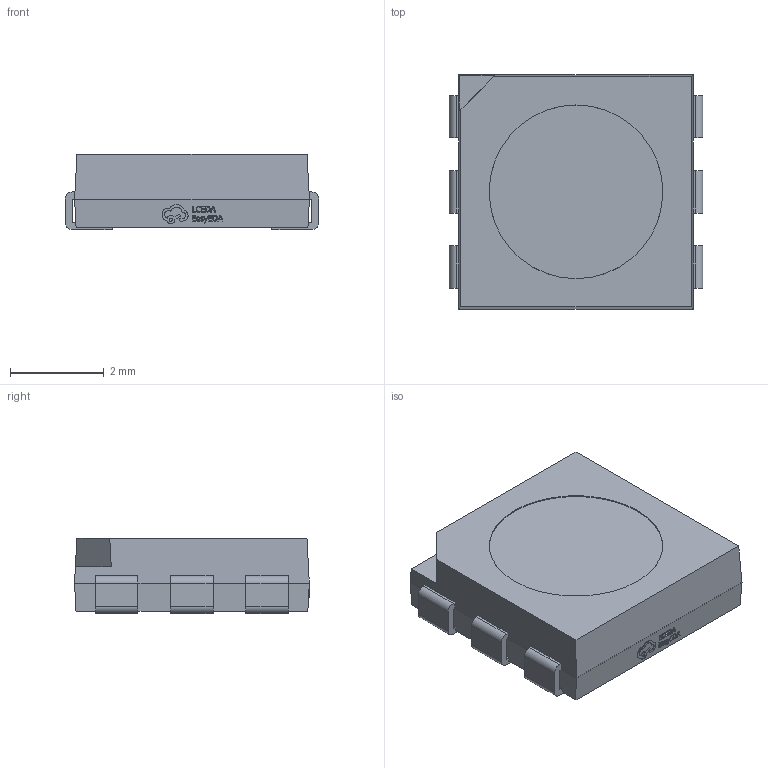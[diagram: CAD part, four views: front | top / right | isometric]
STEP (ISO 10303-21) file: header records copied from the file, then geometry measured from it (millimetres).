
FILE_DESCRIPTION (( 'STEP AP203' ), '1' );
FILE_NAME ('5050LED.STEP', '2023-07-20T13:09:30', ( '' ), ( '' ), 'SwSTEP 2.0', 'SolidWorks 2021', '' );
FILE_SCHEMA (( 'CONFIG_CONTROL_DESIGN' ));
Length unit declared in the file: millimetre
Products named in the file (5): LED-ARRAY-SMD_6P-L5.0-W5.0-TL-RD_XL-5050RGBC-MS.step; LED1.step; 3D_PCB1_2023-07-20.step; 5050LED; SOLID.step
Assembly tree (4 placements, depth 5):
  5050LED
    3D_PCB1_2023-07-20.step
      LED1.step
        LED-ARRAY-SMD_6P-L5.0-W5.0-TL-RD_XL-5050RGBC-MS.step
          SOLID.step
Bounding box: 5.4 x 5 x 1.6 mm (x, y, z)
Volume: 38.6 mm3; surface area: 90.7 mm2
Topology: 1 solids, 1 shells, 364 faces, 1025 edges, 678 vertices
Faces by surface type: plane 238, bspline 112, cylinder 12, cone 2
Entity records: 13376 total; most frequent: CARTESIAN_POINT 4169, ORIENTED_EDGE 2050, DIRECTION 1353, EDGE_CURVE 1025, VECTOR 773, LINE 773, VERTEX_POINT 678, EDGE_LOOP 391
